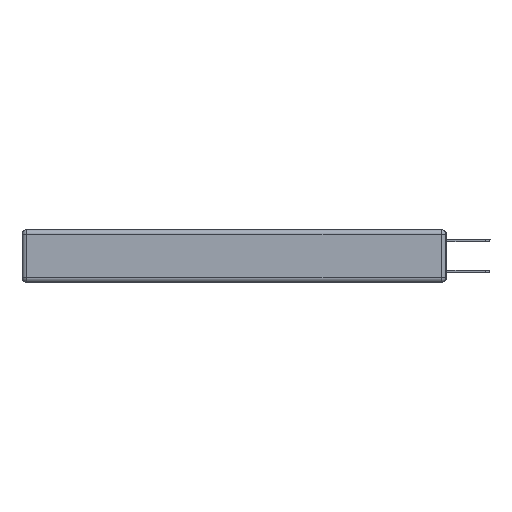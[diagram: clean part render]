
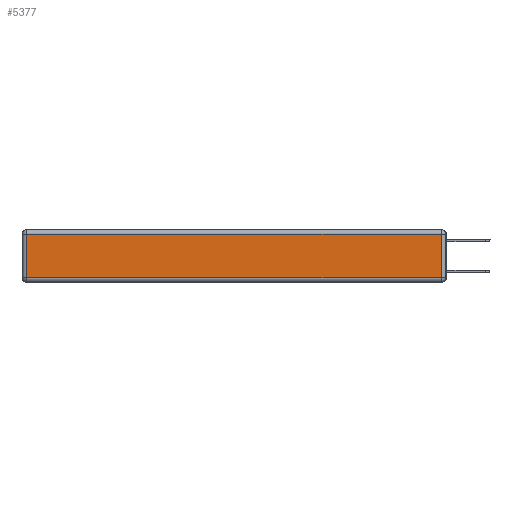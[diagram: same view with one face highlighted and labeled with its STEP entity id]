
A CAD part, left-side view. The second image highlights one B-rep face of the part: STEP entity #5377.
In plain terms, the highlighted planar face has unit normal (-1, 0, 0).
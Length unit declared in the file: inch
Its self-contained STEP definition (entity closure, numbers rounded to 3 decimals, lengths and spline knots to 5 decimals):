
#891 = CARTESIAN_POINT ( 'NONE',  ( 0., 2.75, -0.03 ) ) ;
#1407 = CARTESIAN_POINT ( 'NONE',  ( 0., 0., -0.343 ) ) ;
#2929 = EDGE_CURVE ( 'NONE', #4304, #13742, #7496, .T. ) ;
#2983 = DIRECTION ( 'NONE',  ( 0., -1., 0. ) ) ;
#3160 = EDGE_LOOP ( 'NONE', ( #12104, #7680, #19169, #10451 ) ) ;
#3231 = VECTOR ( 'NONE', #10184, 39.37008 ) ;
#4304 = VERTEX_POINT ( 'NONE', #17271 ) ;
#4887 = FACE_OUTER_BOUND ( 'NONE', #3160, .T. ) ;
#5200 = EDGE_CURVE ( 'NONE', #15937, #4304, #18901, .T. ) ;
#5311 = LINE ( 'NONE', #14842, #3231 ) ;
#5377 = ADVANCED_FACE ( 'NONE', ( #4887 ), #12956, .T. ) ;
#5976 = DIRECTION ( 'NONE',  ( 0., 1., 0. ) ) ;
#6368 = CARTESIAN_POINT ( 'NONE',  ( 0., 0., -0.313 ) ) ;
#7496 = LINE ( 'NONE', #17340, #13970 ) ;
#7680 = ORIENTED_EDGE ( 'NONE', *, *, #9384, .T. ) ;
#9384 = EDGE_CURVE ( 'NONE', #17483, #15937, #5311, .T. ) ;
#10130 = CARTESIAN_POINT ( 'NONE',  ( 0., 0.03, -0.313 ) ) ;
#10184 = DIRECTION ( 'NONE',  ( 0., 0., 1. ) ) ;
#10451 = ORIENTED_EDGE ( 'NONE', *, *, #2929, .T. ) ;
#11050 = LINE ( 'NONE', #6368, #18222 ) ;
#12104 = ORIENTED_EDGE ( 'NONE', *, *, #13854, .T. ) ;
#12956 = PLANE ( 'NONE',  #13245 ) ;
#13245 = AXIS2_PLACEMENT_3D ( 'NONE', #1407, #14325, #14747 ) ;
#13742 = VERTEX_POINT ( 'NONE', #19758 ) ;
#13854 = EDGE_CURVE ( 'NONE', #13742, #17483, #11050, .T. ) ;
#13970 = VECTOR ( 'NONE', #15745, 39.37008 ) ;
#14325 = DIRECTION ( 'NONE',  ( -1., 0., 0. ) ) ;
#14747 = DIRECTION ( 'NONE',  ( 0., 0., 1. ) ) ;
#14842 = CARTESIAN_POINT ( 'NONE',  ( 0., 0.03, -0.343 ) ) ;
#15745 = DIRECTION ( 'NONE',  ( 0., 0., -1. ) ) ;
#15937 = VERTEX_POINT ( 'NONE', #19670 ) ;
#16960 = VECTOR ( 'NONE', #5976, 39.37008 ) ;
#17271 = CARTESIAN_POINT ( 'NONE',  ( 0., 2.72, -0.03 ) ) ;
#17340 = CARTESIAN_POINT ( 'NONE',  ( 0., 2.72, -0.343 ) ) ;
#17483 = VERTEX_POINT ( 'NONE', #10130 ) ;
#18222 = VECTOR ( 'NONE', #2983, 39.37008 ) ;
#18901 = LINE ( 'NONE', #891, #16960 ) ;
#19169 = ORIENTED_EDGE ( 'NONE', *, *, #5200, .T. ) ;
#19670 = CARTESIAN_POINT ( 'NONE',  ( 0., 0.03, -0.03 ) ) ;
#19758 = CARTESIAN_POINT ( 'NONE',  ( 0., 2.72, -0.313 ) ) ;
